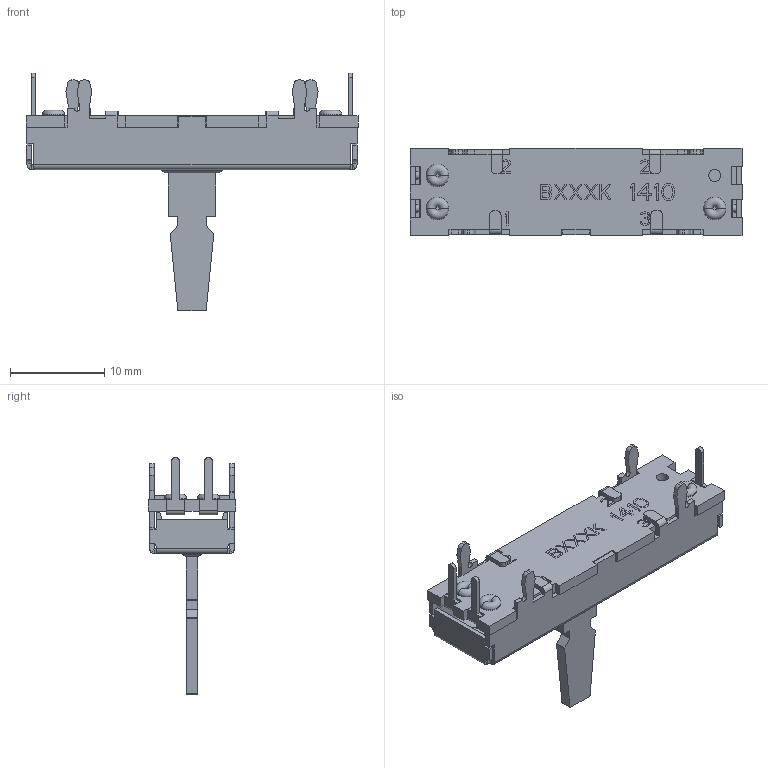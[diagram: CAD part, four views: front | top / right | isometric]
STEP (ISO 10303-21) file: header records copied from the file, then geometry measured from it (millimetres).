
FILE_DESCRIPTION((''),'2;1');
FILE_NAME('PTA2043-2015DPB103','2019-11-15T',('sunji'),(''),'PRO/ENGINEER BY PARAMETRIC TECHNOLOGY CORPORATION, 2015070','PRO/ENGINEER BY PARAMETRIC TECHNOLOGY CORPORATION, 2015070','');
FILE_SCHEMA(('CONFIG_CONTROL_DESIGN'));
Length unit declared in the file: millimetre
Products named in the file (1): PTA2043-2015DPB103
Bounding box: 35.2 x 9.3 x 25.14 mm (x, y, z)
Volume: 938.1 mm3; surface area: 2651.3 mm2
Topology: 2 solids, 5 shells, 767 faces, 2146 edges, 1403 vertices
Faces by surface type: plane 619, cylinder 128, torus 12, bspline 8
Entity records: 24662 total; most frequent: CARTESIAN_POINT 4628, ORIENTED_EDGE 4292, DIRECTION 3936, EDGE_CURVE 2146, VECTOR 1842, LINE 1842, VERTEX_POINT 1403, AXIS2_PLACEMENT_3D 1047
